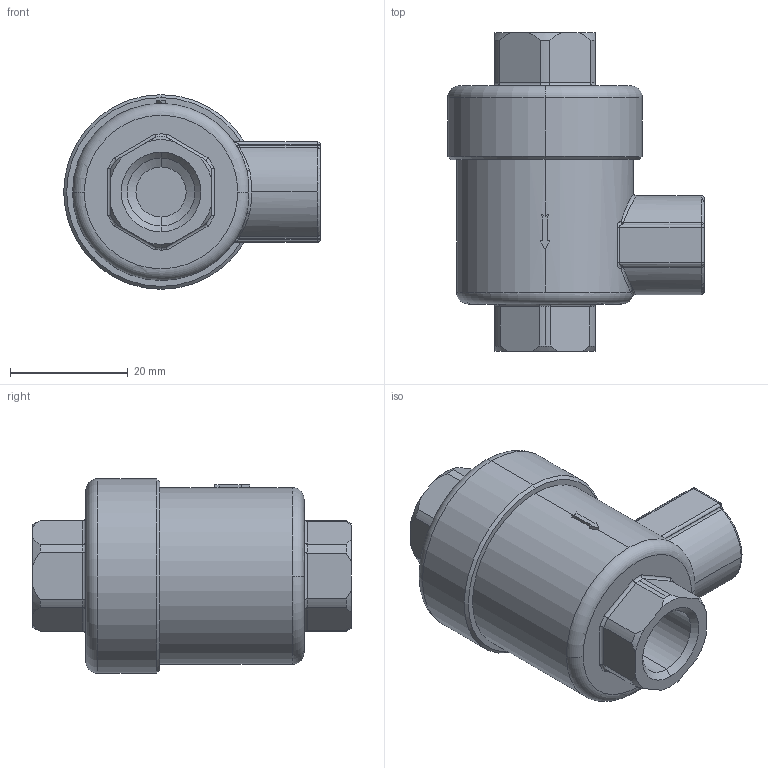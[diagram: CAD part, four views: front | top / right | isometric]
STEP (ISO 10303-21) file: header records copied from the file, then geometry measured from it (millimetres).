
FILE_DESCRIPTION (( 'STEP AP203' ), '1' );
FILE_NAME ('04170002.STEP', '2010-09-23T09:20:50', ( '' ), ( 'sopra-pneumatic' ), 'SwSTEP 2.0', 'SolidWorks 2009', '' );
FILE_SCHEMA (( 'CONFIG_CONTROL_DESIGN' ));
Length unit declared in the file: millimetre
Products named in the file (1): 04170002
Bounding box: 43.5 x 54 x 33 mm (x, y, z)
Volume: 30760.7 mm3; surface area: 8107.6 mm2
Topology: 1 solids, 1 shells, 173 faces, 420 edges, 251 vertices
Faces by surface type: cylinder 65, plane 37, cone 28, torus 26, bspline 9, sphere 8
Entity records: 7487 total; most frequent: CARTESIAN_POINT 3655, ORIENTED_EDGE 824, DIRECTION 725, EDGE_CURVE 412, AXIS2_PLACEMENT_3D 290, VERTEX_POINT 247, EDGE_LOOP 179, ADVANCED_FACE 173
